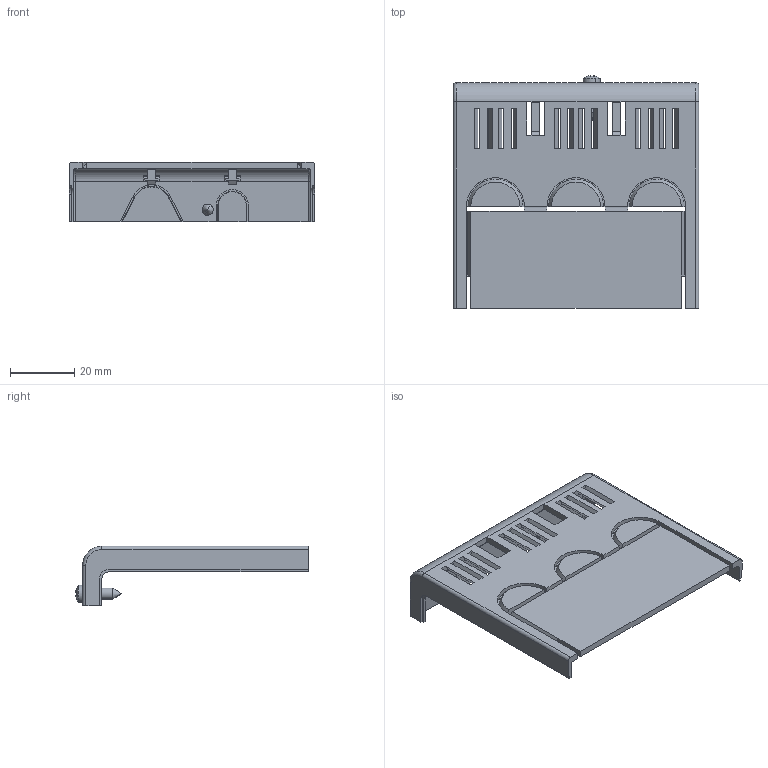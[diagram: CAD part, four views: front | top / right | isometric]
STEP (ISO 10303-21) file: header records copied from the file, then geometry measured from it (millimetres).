
FILE_DESCRIPTION((''),'2;1');
FILE_NAME('1SDH001295R0021_IGES','2022-11-10T10:44:27',('ITMADEL7'),(''),'CREO PARAMETRIC BY PTC INC, 2019030','CREO PARAMETRIC BY PTC INC, 2019030','');
FILE_SCHEMA(('AUTOMOTIVE_DESIGN { 1 0 10303 214 1 1 1 1 }'));
Length unit declared in the file: millimetre
Products named in the file (1): 1SDH001295R0021_IGES
Bounding box: 76.2 x 72.14 x 18.5 mm (x, y, z)
Volume: 13249.4 mm3; surface area: 16910.6 mm2
Topology: 1 solids, 1 shells, 451 faces, 1259 edges, 793 vertices
Faces by surface type: plane 393, cylinder 45, cone 7, torus 4, sphere 2
Entity records: 18071 total; most frequent: CARTESIAN_POINT 2585, ORIENTED_EDGE 2512, DIRECTION 2284, EDGE_CURVE 1256, VECTOR 1122, LINE 1122, VERTEX_POINT 793, AXIS2_PLACEMENT_3D 581
